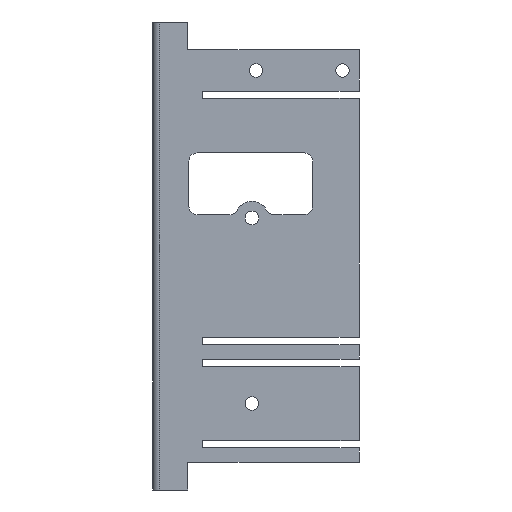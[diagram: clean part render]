
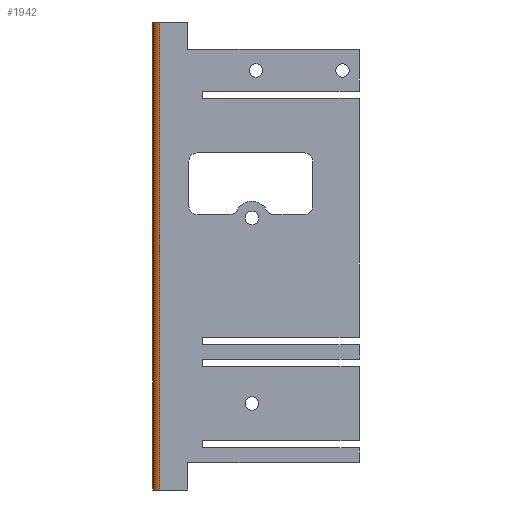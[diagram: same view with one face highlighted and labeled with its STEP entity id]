
A CAD part, left-side view. The second image highlights one B-rep face of the part: STEP entity #1942.
In plain terms, the highlighted cylindrical face has radius 1.626 mm (diameter 3.251 mm), a partial arc.
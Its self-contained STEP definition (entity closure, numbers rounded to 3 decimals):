
#197=FACE_OUTER_BOUND('',#334,.T.);
#334=EDGE_LOOP('',(#1728,#1729,#1730,#1731));
#364=LINE('',#2749,#552);
#422=LINE('',#2949,#610);
#552=VECTOR('',#2185,10.);
#610=VECTOR('',#2361,10.);
#810=CIRCLE('',#2135,1.626);
#811=CIRCLE('',#2136,1.626);
#833=VERTEX_POINT('',#2746);
#834=VERTEX_POINT('',#2748);
#916=VERTEX_POINT('',#2946);
#917=VERTEX_POINT('',#2948);
#1014=EDGE_CURVE('',#833,#834,#364,.T.);
#1113=EDGE_CURVE('',#916,#917,#422,.T.);
#1254=EDGE_CURVE('',#916,#834,#810,.T.);
#1255=EDGE_CURVE('',#833,#917,#811,.T.);
#1728=ORIENTED_EDGE('',*,*,#1113,.F.);
#1729=ORIENTED_EDGE('',*,*,#1254,.T.);
#1730=ORIENTED_EDGE('',*,*,#1014,.F.);
#1731=ORIENTED_EDGE('',*,*,#1255,.T.);
#1857=CYLINDRICAL_SURFACE('',#2134,1.626);
#1942=ADVANCED_FACE('',(#197),#1857,.T.);
#2134=AXIS2_PLACEMENT_3D('',#3228,#2661,#2662);
#2135=AXIS2_PLACEMENT_3D('',#3229,#2663,#2664);
#2136=AXIS2_PLACEMENT_3D('',#3230,#2665,#2666);
#2185=DIRECTION('',(0.,0.,1.));
#2361=DIRECTION('',(0.,0.,-1.));
#2661=DIRECTION('center_axis',(0.,0.,1.));
#2662=DIRECTION('ref_axis',(0.,1.,0.));
#2663=DIRECTION('center_axis',(0.,0.,-1.));
#2664=DIRECTION('ref_axis',(-1.,0.,0.));
#2665=DIRECTION('center_axis',(0.,0.,1.));
#2666=DIRECTION('ref_axis',(0.,1.,0.));
#2746=CARTESIAN_POINT('',(1.626,3.251,-113.5));
#2748=CARTESIAN_POINT('',(1.626,3.251,0.));
#2749=CARTESIAN_POINT('',(1.626,3.251,-28.375));
#2946=CARTESIAN_POINT('',(0.,1.626,0.));
#2948=CARTESIAN_POINT('',(0.,1.626,-113.5));
#2949=CARTESIAN_POINT('',(0.,1.626,-56.75));
#3228=CARTESIAN_POINT('Origin',(1.626,1.626,-56.75));
#3229=CARTESIAN_POINT('Origin',(1.626,1.626,0.));
#3230=CARTESIAN_POINT('Origin',(1.626,1.626,-113.5));
